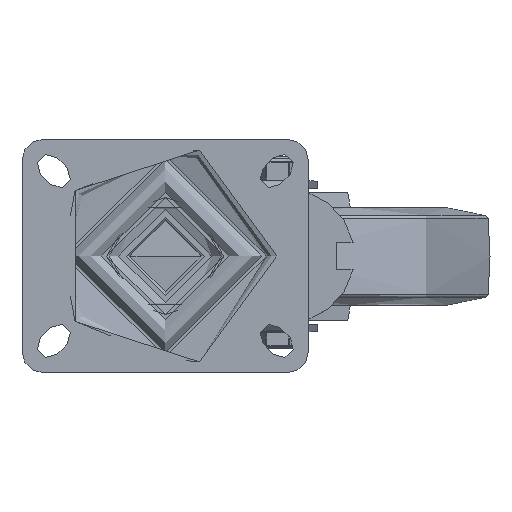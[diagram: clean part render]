
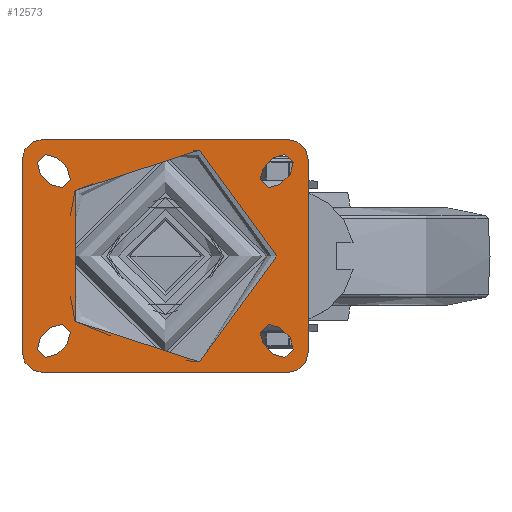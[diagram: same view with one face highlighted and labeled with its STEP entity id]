
A CAD part, top view. The second image highlights one B-rep face of the part: STEP entity #12573.
In plain terms, the highlighted planar face has unit normal (0, 0, 1).
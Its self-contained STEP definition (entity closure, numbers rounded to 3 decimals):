
#700=FACE_BOUND('',#2572,.T.);
#701=FACE_BOUND('',#2573,.T.);
#702=FACE_BOUND('',#2574,.T.);
#703=FACE_BOUND('',#2575,.T.);
#704=FACE_BOUND('',#2576,.T.);
#883=PLANE('',#13626);
#1802=FACE_OUTER_BOUND('',#2571,.T.);
#2571=EDGE_LOOP('',(#8975,#8976,#8977,#8978,#8979,#8980,#8981,#8982));
#2572=EDGE_LOOP('',(#8983));
#2573=EDGE_LOOP('',(#8984,#8985,#8986,#8987));
#2574=EDGE_LOOP('',(#8988,#8989,#8990,#8991));
#2575=EDGE_LOOP('',(#8992,#8993,#8994,#8995));
#2576=EDGE_LOOP('',(#8996,#8997,#8998,#8999));
#3472=LINE('',#20759,#4297);
#3473=LINE('',#20760,#4298);
#3474=LINE('',#20761,#4299);
#3475=LINE('',#20762,#4300);
#3476=LINE('',#20763,#4301);
#3477=LINE('',#20764,#4302);
#3478=LINE('',#20765,#4303);
#3479=LINE('',#20766,#4304);
#3480=LINE('',#20767,#4305);
#3481=LINE('',#20768,#4306);
#3482=LINE('',#20769,#4307);
#3483=LINE('',#20770,#4308);
#4297=VECTOR('',#15045,1000.);
#4298=VECTOR('',#15046,1000.);
#4299=VECTOR('',#15047,1000.);
#4300=VECTOR('',#15048,1000.);
#4301=VECTOR('',#15049,1000.);
#4302=VECTOR('',#15050,1000.);
#4303=VECTOR('',#15051,1000.);
#4304=VECTOR('',#15052,1000.);
#4305=VECTOR('',#15053,1000.);
#4306=VECTOR('',#15054,1000.);
#4307=VECTOR('',#15055,1000.);
#4308=VECTOR('',#15056,1000.);
#5048=CIRCLE('',#13470,5.5);
#5051=CIRCLE('',#13474,5.5);
#5052=CIRCLE('',#13476,5.5);
#5055=CIRCLE('',#13480,5.5);
#5056=CIRCLE('',#13482,5.5);
#5059=CIRCLE('',#13486,5.5);
#5060=CIRCLE('',#13488,5.5);
#5063=CIRCLE('',#13492,5.5);
#5064=CIRCLE('',#13494,10.);
#5066=CIRCLE('',#13497,10.);
#5068=CIRCLE('',#13500,10.);
#5070=CIRCLE('',#13503,10.);
#5077=CIRCLE('',#13512,52.494);
#5540=VERTEX_POINT('',#17841);
#5541=VERTEX_POINT('',#17842);
#5546=VERTEX_POINT('',#17853);
#5547=VERTEX_POINT('',#17855);
#5548=VERTEX_POINT('',#17859);
#5549=VERTEX_POINT('',#17860);
#5554=VERTEX_POINT('',#17871);
#5555=VERTEX_POINT('',#17873);
#5556=VERTEX_POINT('',#17877);
#5557=VERTEX_POINT('',#17878);
#5562=VERTEX_POINT('',#17889);
#5563=VERTEX_POINT('',#17891);
#5564=VERTEX_POINT('',#17895);
#5565=VERTEX_POINT('',#17896);
#5570=VERTEX_POINT('',#17907);
#5571=VERTEX_POINT('',#17909);
#5572=VERTEX_POINT('',#17913);
#5573=VERTEX_POINT('',#17914);
#5576=VERTEX_POINT('',#17922);
#5577=VERTEX_POINT('',#17923);
#5580=VERTEX_POINT('',#17931);
#5581=VERTEX_POINT('',#17932);
#5584=VERTEX_POINT('',#17940);
#5585=VERTEX_POINT('',#17941);
#5591=VERTEX_POINT('',#17957);
#6771=EDGE_CURVE('',#5540,#5541,#5048,.T.);
#6777=EDGE_CURVE('',#5547,#5546,#5051,.T.);
#6779=EDGE_CURVE('',#5548,#5549,#5052,.T.);
#6785=EDGE_CURVE('',#5555,#5554,#5055,.T.);
#6787=EDGE_CURVE('',#5556,#5557,#5056,.T.);
#6793=EDGE_CURVE('',#5563,#5562,#5059,.T.);
#6795=EDGE_CURVE('',#5564,#5565,#5060,.T.);
#6801=EDGE_CURVE('',#5571,#5570,#5063,.T.);
#6803=EDGE_CURVE('',#5572,#5573,#5064,.F.);
#6807=EDGE_CURVE('',#5576,#5577,#5066,.F.);
#6811=EDGE_CURVE('',#5580,#5581,#5068,.F.);
#6815=EDGE_CURVE('',#5584,#5585,#5070,.F.);
#6824=EDGE_CURVE('',#5591,#5591,#5077,.T.);
#6970=EDGE_CURVE('',#5577,#5580,#3472,.F.);
#6971=EDGE_CURVE('',#5573,#5576,#3473,.F.);
#6972=EDGE_CURVE('',#5585,#5572,#3474,.F.);
#6973=EDGE_CURVE('',#5581,#5584,#3475,.F.);
#6974=EDGE_CURVE('',#5549,#5555,#3476,.T.);
#6975=EDGE_CURVE('',#5554,#5548,#3477,.T.);
#6976=EDGE_CURVE('',#5541,#5547,#3478,.T.);
#6977=EDGE_CURVE('',#5546,#5540,#3479,.T.);
#6978=EDGE_CURVE('',#5557,#5563,#3480,.T.);
#6979=EDGE_CURVE('',#5562,#5556,#3481,.T.);
#6980=EDGE_CURVE('',#5565,#5571,#3482,.T.);
#6981=EDGE_CURVE('',#5570,#5564,#3483,.T.);
#8975=ORIENTED_EDGE('',*,*,#6811,.F.);
#8976=ORIENTED_EDGE('',*,*,#6970,.F.);
#8977=ORIENTED_EDGE('',*,*,#6807,.F.);
#8978=ORIENTED_EDGE('',*,*,#6971,.F.);
#8979=ORIENTED_EDGE('',*,*,#6803,.F.);
#8980=ORIENTED_EDGE('',*,*,#6972,.F.);
#8981=ORIENTED_EDGE('',*,*,#6815,.F.);
#8982=ORIENTED_EDGE('',*,*,#6973,.F.);
#8983=ORIENTED_EDGE('',*,*,#6824,.F.);
#8984=ORIENTED_EDGE('',*,*,#6779,.T.);
#8985=ORIENTED_EDGE('',*,*,#6974,.T.);
#8986=ORIENTED_EDGE('',*,*,#6785,.T.);
#8987=ORIENTED_EDGE('',*,*,#6975,.T.);
#8988=ORIENTED_EDGE('',*,*,#6771,.T.);
#8989=ORIENTED_EDGE('',*,*,#6976,.T.);
#8990=ORIENTED_EDGE('',*,*,#6777,.T.);
#8991=ORIENTED_EDGE('',*,*,#6977,.T.);
#8992=ORIENTED_EDGE('',*,*,#6787,.T.);
#8993=ORIENTED_EDGE('',*,*,#6978,.T.);
#8994=ORIENTED_EDGE('',*,*,#6793,.T.);
#8995=ORIENTED_EDGE('',*,*,#6979,.T.);
#8996=ORIENTED_EDGE('',*,*,#6795,.T.);
#8997=ORIENTED_EDGE('',*,*,#6980,.T.);
#8998=ORIENTED_EDGE('',*,*,#6801,.T.);
#8999=ORIENTED_EDGE('',*,*,#6981,.T.);
#12573=ADVANCED_FACE('',(#1802,#700,#701,#702,#703,#704),#883,.T.);
#13470=AXIS2_PLACEMENT_3D('',#17843,#14657,#14658);
#13474=AXIS2_PLACEMENT_3D('',#17856,#14668,#14669);
#13476=AXIS2_PLACEMENT_3D('',#17861,#14673,#14674);
#13480=AXIS2_PLACEMENT_3D('',#17874,#14684,#14685);
#13482=AXIS2_PLACEMENT_3D('',#17879,#14689,#14690);
#13486=AXIS2_PLACEMENT_3D('',#17892,#14700,#14701);
#13488=AXIS2_PLACEMENT_3D('',#17897,#14705,#14706);
#13492=AXIS2_PLACEMENT_3D('',#17910,#14716,#14717);
#13494=AXIS2_PLACEMENT_3D('',#17915,#14721,#14722);
#13497=AXIS2_PLACEMENT_3D('',#17924,#14729,#14730);
#13500=AXIS2_PLACEMENT_3D('',#17933,#14737,#14738);
#13503=AXIS2_PLACEMENT_3D('',#17942,#14745,#14746);
#13512=AXIS2_PLACEMENT_3D('',#17959,#14765,#14766);
#13626=AXIS2_PLACEMENT_3D('',#20758,#15043,#15044);
#14657=DIRECTION('center_axis',(0.,0.,-1.));
#14658=DIRECTION('ref_axis',(1.,0.,0.));
#14668=DIRECTION('center_axis',(0.,0.,-1.));
#14669=DIRECTION('ref_axis',(1.,0.,0.));
#14673=DIRECTION('center_axis',(0.,0.,-1.));
#14674=DIRECTION('ref_axis',(1.,0.,0.));
#14684=DIRECTION('center_axis',(0.,0.,-1.));
#14685=DIRECTION('ref_axis',(1.,0.,0.));
#14689=DIRECTION('center_axis',(0.,0.,-1.));
#14690=DIRECTION('ref_axis',(-1.,0.,0.));
#14700=DIRECTION('center_axis',(0.,0.,-1.));
#14701=DIRECTION('ref_axis',(-1.,0.,0.));
#14705=DIRECTION('center_axis',(0.,0.,-1.));
#14706=DIRECTION('ref_axis',(-1.,0.,0.));
#14716=DIRECTION('center_axis',(0.,0.,-1.));
#14717=DIRECTION('ref_axis',(-1.,0.,0.));
#14721=DIRECTION('center_axis',(0.,0.,1.));
#14722=DIRECTION('ref_axis',(0.707,0.707,0.));
#14729=DIRECTION('center_axis',(0.,0.,1.));
#14730=DIRECTION('ref_axis',(0.707,-0.707,0.));
#14737=DIRECTION('center_axis',(0.,0.,1.));
#14738=DIRECTION('ref_axis',(-0.707,-0.707,0.));
#14745=DIRECTION('center_axis',(0.,0.,1.));
#14746=DIRECTION('ref_axis',(-0.707,0.707,0.));
#14765=DIRECTION('center_axis',(0.,0.,1.));
#14766=DIRECTION('ref_axis',(-1.,0.,0.));
#15043=DIRECTION('center_axis',(0.,0.,1.));
#15044=DIRECTION('ref_axis',(1.,0.,0.));
#15045=DIRECTION('',(1.,0.,0.));
#15046=DIRECTION('',(0.,1.,0.));
#15047=DIRECTION('',(-1.,0.,0.));
#15048=DIRECTION('',(0.,-1.,0.));
#15049=DIRECTION('',(-0.707,-0.707,0.));
#15050=DIRECTION('',(0.707,0.707,0.));
#15051=DIRECTION('',(-0.707,0.707,0.));
#15052=DIRECTION('',(0.707,-0.707,0.));
#15053=DIRECTION('',(0.707,0.707,0.));
#15054=DIRECTION('',(-0.707,-0.707,0.));
#15055=DIRECTION('',(0.707,-0.707,0.));
#15056=DIRECTION('',(-0.707,0.707,0.));
#17841=CARTESIAN_POINT('',(-46.136,41.414,0.));
#17842=CARTESIAN_POINT('',(-53.914,33.636,0.));
#17843=CARTESIAN_POINT('Origin',(-50.025,37.525,0.));
#17853=CARTESIAN_POINT('',(-51.086,46.364,0.));
#17855=CARTESIAN_POINT('',(-58.864,38.586,0.));
#17856=CARTESIAN_POINT('Origin',(-54.975,42.475,0.));
#17859=CARTESIAN_POINT('',(-53.914,-33.636,0.));
#17860=CARTESIAN_POINT('',(-46.136,-41.414,0.));
#17861=CARTESIAN_POINT('Origin',(-50.025,-37.525,0.));
#17871=CARTESIAN_POINT('',(-58.864,-38.586,0.));
#17873=CARTESIAN_POINT('',(-51.086,-46.364,0.));
#17874=CARTESIAN_POINT('Origin',(-54.975,-42.475,0.));
#17877=CARTESIAN_POINT('',(53.914,33.636,0.));
#17878=CARTESIAN_POINT('',(46.136,41.414,0.));
#17879=CARTESIAN_POINT('Origin',(50.025,37.525,0.));
#17889=CARTESIAN_POINT('',(58.864,38.586,0.));
#17891=CARTESIAN_POINT('',(51.086,46.364,0.));
#17892=CARTESIAN_POINT('Origin',(54.975,42.475,0.));
#17895=CARTESIAN_POINT('',(46.136,-41.414,0.));
#17896=CARTESIAN_POINT('',(53.914,-33.636,0.));
#17897=CARTESIAN_POINT('Origin',(50.025,-37.525,0.));
#17907=CARTESIAN_POINT('',(51.086,-46.364,0.));
#17909=CARTESIAN_POINT('',(58.864,-38.586,0.));
#17910=CARTESIAN_POINT('Origin',(54.975,-42.475,0.));
#17913=CARTESIAN_POINT('',(57.5,55.,0.));
#17914=CARTESIAN_POINT('',(67.5,45.,0.));
#17915=CARTESIAN_POINT('Origin',(57.5,45.,0.));
#17922=CARTESIAN_POINT('',(67.5,-45.,0.));
#17923=CARTESIAN_POINT('',(57.5,-55.,0.));
#17924=CARTESIAN_POINT('Origin',(57.5,-45.,0.));
#17931=CARTESIAN_POINT('',(-57.5,-55.,0.));
#17932=CARTESIAN_POINT('',(-67.5,-45.,0.));
#17933=CARTESIAN_POINT('Origin',(-57.5,-45.,0.));
#17940=CARTESIAN_POINT('',(-67.5,45.,0.));
#17941=CARTESIAN_POINT('',(-57.5,55.,0.));
#17942=CARTESIAN_POINT('Origin',(-57.5,45.,0.));
#17957=CARTESIAN_POINT('',(52.494,0.,0.));
#17959=CARTESIAN_POINT('Origin',(0.,0.,0.));
#20758=CARTESIAN_POINT('Origin',(0.,0.,0.));
#20759=CARTESIAN_POINT('',(0.,-55.,0.));
#20760=CARTESIAN_POINT('',(67.5,0.,0.));
#20761=CARTESIAN_POINT('',(0.,55.,0.));
#20762=CARTESIAN_POINT('',(-67.5,0.,0.));
#20763=CARTESIAN_POINT('',(-25.486,-20.764,0.));
#20764=CARTESIAN_POINT('',(-33.264,-12.986,0.));
#20765=CARTESIAN_POINT('',(-33.264,12.986,0.));
#20766=CARTESIAN_POINT('',(-25.486,20.764,0.));
#20767=CARTESIAN_POINT('',(25.486,20.764,0.));
#20768=CARTESIAN_POINT('',(33.264,12.986,0.));
#20769=CARTESIAN_POINT('',(33.264,-12.986,0.));
#20770=CARTESIAN_POINT('',(25.486,-20.764,0.));
